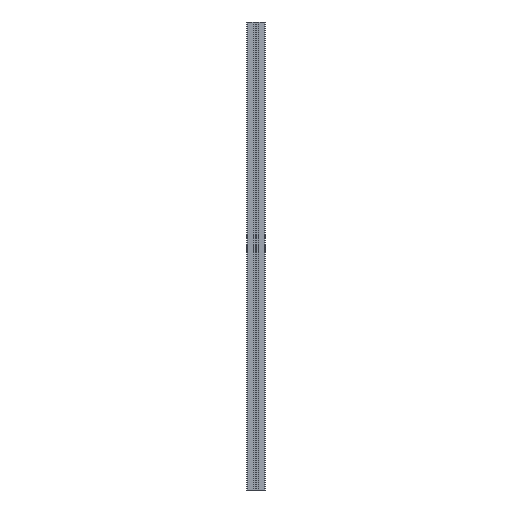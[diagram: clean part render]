
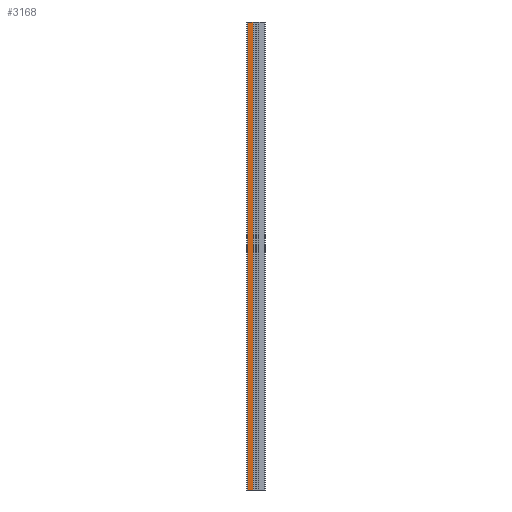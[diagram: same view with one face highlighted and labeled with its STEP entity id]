
A CAD part, left-side view. The second image highlights one B-rep face of the part: STEP entity #3168.
In plain terms, the highlighted planar face has unit normal (-1, 0, 0).
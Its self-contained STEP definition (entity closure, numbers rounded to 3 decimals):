
#104 = DIRECTION ( 'NONE',  ( 0., 1., 0. ) ) ;
#468 = VECTOR ( 'NONE', #7626, 1000. ) ;
#478 = CARTESIAN_POINT ( 'NONE',  ( -20., 20., 0. ) ) ;
#655 = ORIENTED_EDGE ( 'NONE', *, *, #4552, .T. ) ;
#821 = DIRECTION ( 'NONE',  ( 0., 1., 0. ) ) ;
#3168 = ADVANCED_FACE ( 'NONE', ( #15206 ), #20042, .T. ) ;
#3465 = VERTEX_POINT ( 'NONE', #21478 ) ;
#4552 = EDGE_CURVE ( 'NONE', #19076, #3465, #12798, .T. ) ;
#4911 = EDGE_CURVE ( 'NONE', #19076, #15429, #17841, .T. ) ;
#5654 = ORIENTED_EDGE ( 'NONE', *, *, #10679, .T. ) ;
#5680 = DIRECTION ( 'NONE',  ( 0., 0., -1. ) ) ;
#6059 = VECTOR ( 'NONE', #104, 1000. ) ;
#6062 = AXIS2_PLACEMENT_3D ( 'NONE', #20377, #9921, #821 ) ;
#7399 = VECTOR ( 'NONE', #5680, 1000. ) ;
#7480 = DIRECTION ( 'NONE',  ( 0., 0., -1. ) ) ;
#7626 = DIRECTION ( 'NONE',  ( 0., 1., 0. ) ) ;
#9260 = CARTESIAN_POINT ( 'NONE',  ( -20., 18., -1000. ) ) ;
#9678 = CARTESIAN_POINT ( 'NONE',  ( -20., 6.325, 0. ) ) ;
#9921 = DIRECTION ( 'NONE',  ( -1., 0., 0. ) ) ;
#10679 = EDGE_CURVE ( 'NONE', #3465, #10913, #18008, .T. ) ;
#10806 = CARTESIAN_POINT ( 'NONE',  ( -20., 20., -1000. ) ) ;
#10913 = VERTEX_POINT ( 'NONE', #16221 ) ;
#12440 = EDGE_CURVE ( 'NONE', #15429, #10913, #15879, .T. ) ;
#12798 = LINE ( 'NONE', #478, #468 ) ;
#12821 = ORIENTED_EDGE ( 'NONE', *, *, #4911, .F. ) ;
#14718 = CARTESIAN_POINT ( 'NONE',  ( -20., 6.325, -1000. ) ) ;
#15206 = FACE_OUTER_BOUND ( 'NONE', #16022, .T. ) ;
#15429 = VERTEX_POINT ( 'NONE', #14718 ) ;
#15561 = VECTOR ( 'NONE', #7480, 1000. ) ;
#15879 = LINE ( 'NONE', #10806, #6059 ) ;
#16022 = EDGE_LOOP ( 'NONE', ( #655, #5654, #20340, #12821 ) ) ;
#16221 = CARTESIAN_POINT ( 'NONE',  ( -20., 18., -1000. ) ) ;
#17841 = LINE ( 'NONE', #19783, #15561 ) ;
#18008 = LINE ( 'NONE', #9260, #7399 ) ;
#19076 = VERTEX_POINT ( 'NONE', #9678 ) ;
#19783 = CARTESIAN_POINT ( 'NONE',  ( -20., 6.325, -1000. ) ) ;
#20042 = PLANE ( 'NONE',  #6062 ) ;
#20340 = ORIENTED_EDGE ( 'NONE', *, *, #12440, .F. ) ;
#20377 = CARTESIAN_POINT ( 'NONE',  ( -20., 20., -1000. ) ) ;
#21478 = CARTESIAN_POINT ( 'NONE',  ( -20., 18., 0. ) ) ;
